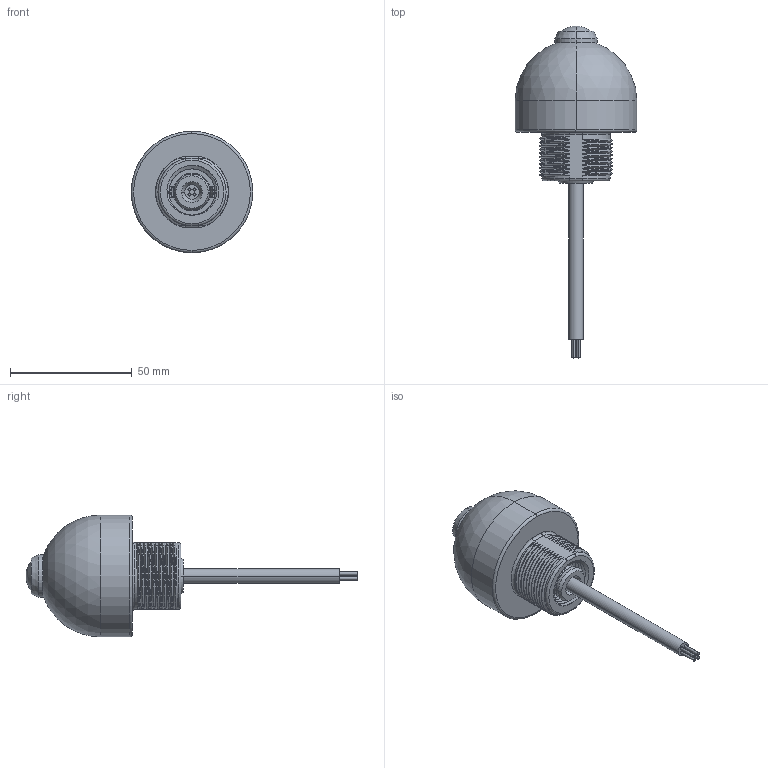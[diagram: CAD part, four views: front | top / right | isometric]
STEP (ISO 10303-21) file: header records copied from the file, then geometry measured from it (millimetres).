
FILE_DESCRIPTION((''),'2;1');
FILE_NAME('144877_SW','2009-03-26T',('banengservice'),('BANNER ENGINEERING'),'PRO/ENGINEER BY PARAMETRIC TECHNOLOGY CORPORATION, 2006170','PRO/ENGINEER BY PARAMETRIC TECHNOLOGY CORPORATION, 2006170','');
FILE_SCHEMA(('CONFIG_CONTROL_DESIGN'));
Length unit declared in the file: inch
Products named in the file (1): 144877_SW
Bounding box: 50 x 136.49 x 50 mm (x, y, z)
Volume: 31726.9 mm3; surface area: 25594.1 mm2
Topology: 4 solids, 5 shells, 510 faces, 1274 edges, 796 vertices
Faces by surface type: cylinder 163, bspline 144, plane 115, torus 40, cone 26, sphere 22
Entity records: 27943 total; most frequent: CARTESIAN_POINT 16690, ORIENTED_EDGE 2544, DIRECTION 2048, EDGE_CURVE 1272, AXIS2_PLACEMENT_3D 823, VERTEX_POINT 796, EDGE_LOOP 546, FACE_OUTER_BOUND 510
